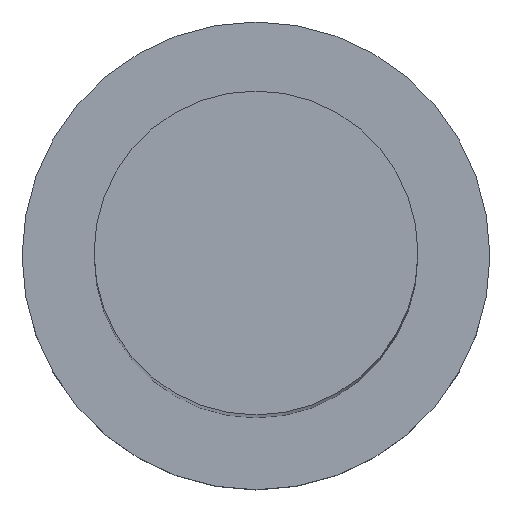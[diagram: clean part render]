
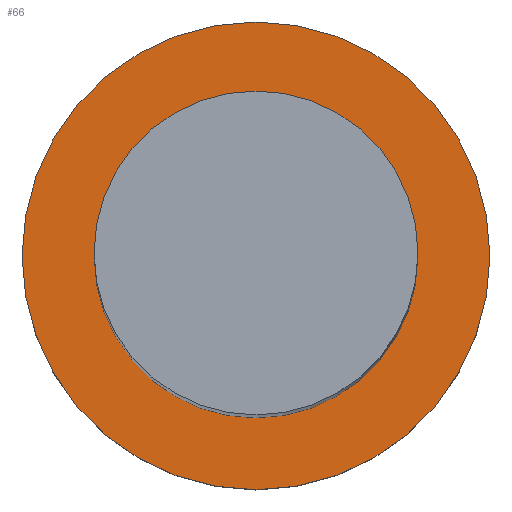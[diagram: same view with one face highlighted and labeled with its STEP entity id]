
A CAD part, top view. The second image highlights one B-rep face of the part: STEP entity #66.
In plain terms, the highlighted planar face has unit normal (0, 0, 1).
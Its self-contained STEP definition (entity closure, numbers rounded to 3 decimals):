
#1 = AXIS2_PLACEMENT_3D ( 'NONE', #83, #18, #145 ) ;
#5 = DIRECTION ( 'NONE',  ( 0., 0., 1. ) ) ;
#15 = DIRECTION ( 'NONE',  ( 1., 0., 0. ) ) ;
#18 = DIRECTION ( 'NONE',  ( 0., 0., 1. ) ) ;
#26 = DIRECTION ( 'NONE',  ( 0., 0., 1. ) ) ;
#27 = DIRECTION ( 'NONE',  ( 0., 0., 1. ) ) ;
#29 = ORIENTED_EDGE ( 'NONE', *, *, #105, .F. ) ;
#43 = DIRECTION ( 'NONE',  ( 0., 0., 1. ) ) ;
#50 = VERTEX_POINT ( 'NONE', #100 ) ;
#56 = VERTEX_POINT ( 'NONE', #68 ) ;
#58 = EDGE_CURVE ( 'NONE', #119, #50, #224, .T. ) ;
#66 = ADVANCED_FACE ( 'NONE', ( #122, #134 ), #151, .T. ) ;
#68 = CARTESIAN_POINT ( 'NONE',  ( -9., 0., 7. ) ) ;
#72 = CARTESIAN_POINT ( 'NONE',  ( 0., 0., 7. ) ) ;
#83 = CARTESIAN_POINT ( 'NONE',  ( 0., 0., 7. ) ) ;
#90 = CARTESIAN_POINT ( 'NONE',  ( 13., 0., 7. ) ) ;
#91 = DIRECTION ( 'NONE',  ( 1., 0., 0. ) ) ;
#93 = VERTEX_POINT ( 'NONE', #231 ) ;
#100 = CARTESIAN_POINT ( 'NONE',  ( -13., 0., 7. ) ) ;
#105 = EDGE_CURVE ( 'NONE', #56, #93, #158, .T. ) ;
#106 = EDGE_LOOP ( 'NONE', ( #229, #255 ) ) ;
#107 = AXIS2_PLACEMENT_3D ( 'NONE', #120, #5, #241 ) ;
#114 = AXIS2_PLACEMENT_3D ( 'NONE', #210, #26, #128 ) ;
#119 = VERTEX_POINT ( 'NONE', #90 ) ;
#120 = CARTESIAN_POINT ( 'NONE',  ( 0., 0., 7. ) ) ;
#122 = FACE_BOUND ( 'NONE', #194, .T. ) ;
#128 = DIRECTION ( 'NONE',  ( 1., 0., 0. ) ) ;
#134 = FACE_OUTER_BOUND ( 'NONE', #106, .T. ) ;
#135 = CIRCLE ( 'NONE', #1, 9. ) ;
#137 = ORIENTED_EDGE ( 'NONE', *, *, #153, .F. ) ;
#142 = AXIS2_PLACEMENT_3D ( 'NONE', #72, #27, #91 ) ;
#145 = DIRECTION ( 'NONE',  ( 1., 0., 0. ) ) ;
#151 = PLANE ( 'NONE',  #142 ) ;
#153 = EDGE_CURVE ( 'NONE', #93, #56, #135, .T. ) ;
#158 = CIRCLE ( 'NONE', #114, 9. ) ;
#194 = EDGE_LOOP ( 'NONE', ( #29, #137 ) ) ;
#196 = CIRCLE ( 'NONE', #254, 13. ) ;
#200 = EDGE_CURVE ( 'NONE', #50, #119, #196, .T. ) ;
#210 = CARTESIAN_POINT ( 'NONE',  ( 0., 0., 7. ) ) ;
#224 = CIRCLE ( 'NONE', #107, 13. ) ;
#227 = CARTESIAN_POINT ( 'NONE',  ( 0., 0., 7. ) ) ;
#229 = ORIENTED_EDGE ( 'NONE', *, *, #200, .T. ) ;
#231 = CARTESIAN_POINT ( 'NONE',  ( 9., 0., 7. ) ) ;
#241 = DIRECTION ( 'NONE',  ( 1., 0., 0. ) ) ;
#254 = AXIS2_PLACEMENT_3D ( 'NONE', #227, #43, #15 ) ;
#255 = ORIENTED_EDGE ( 'NONE', *, *, #58, .T. ) ;
